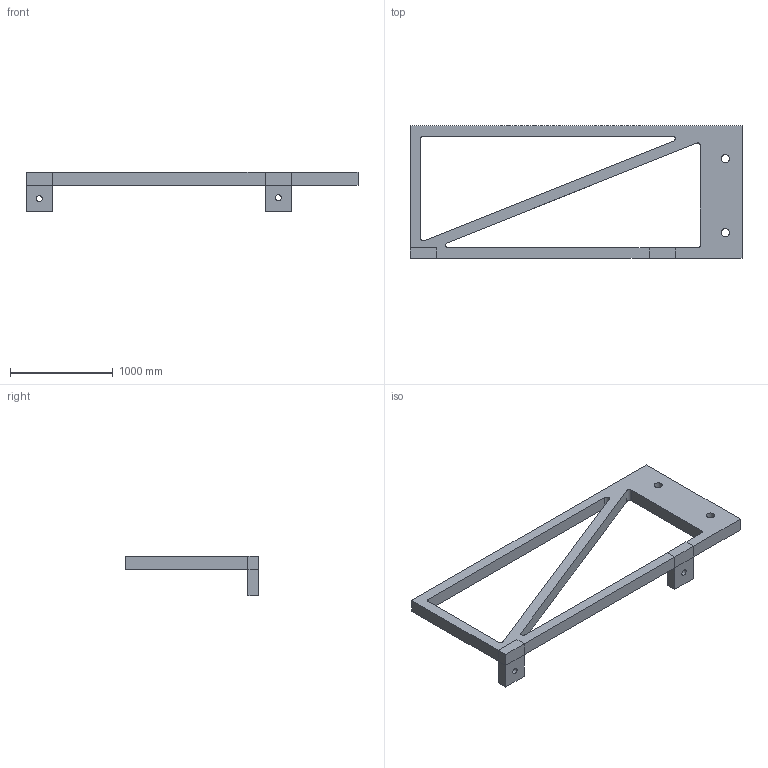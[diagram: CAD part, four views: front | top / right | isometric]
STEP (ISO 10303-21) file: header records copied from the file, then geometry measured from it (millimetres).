
FILE_DESCRIPTION(('FreeCAD Model'),'2;1');
FILE_NAME('Open CASCADE Shape Model','2025-02-21T15:23:23',(''),(''), 'Open CASCADE STEP processor 7.8','FreeCAD','Unknown');
FILE_SCHEMA(('AUTOMOTIVE_DESIGN { 1 0 10303 214 1 1 1 1 }'));
Length unit declared in the file: inch
Products named in the file (1): Hole
Bounding box: 3225.8 x 1290.32 x 387.1 mm (x, y, z)
Volume: 205836940.2 mm3; surface area: 6208186.7 mm2
Topology: 1 solids, 1 shells, 40 faces, 102 edges, 62 vertices
Faces by surface type: plane 30, cylinder 10
Full cylindrical faces by diameter (mm): 58.064 x2, 80.645 x2
Entity records: 1230 total; most frequent: CARTESIAN_POINT 205, DIRECTION 204, ORIENTED_EDGE 204, EDGE_CURVE 102, LINE 82, VECTOR 82, VERTEX_POINT 62, AXIS2_PLACEMENT_3D 61
